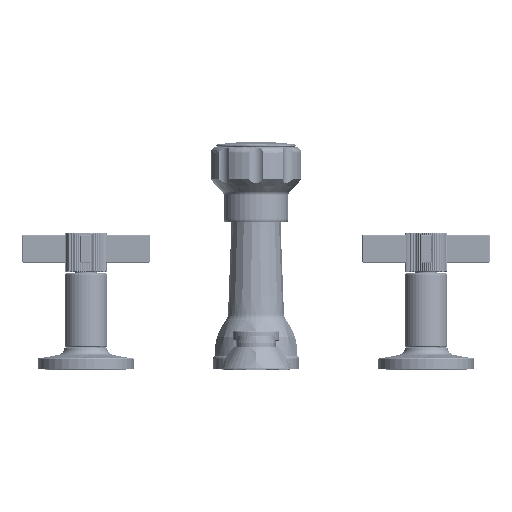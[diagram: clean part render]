
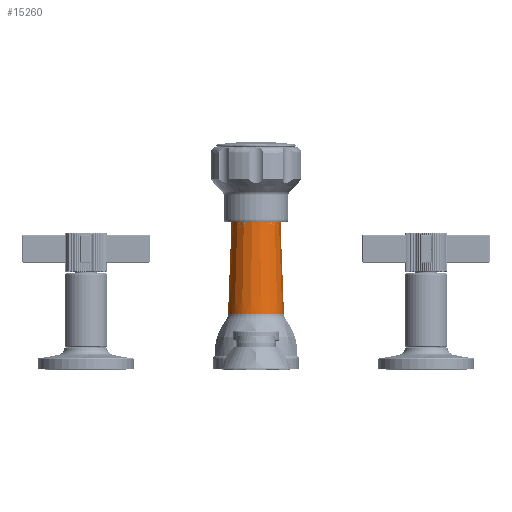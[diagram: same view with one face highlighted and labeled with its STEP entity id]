
A CAD part, top view. The second image highlights one B-rep face of the part: STEP entity #15260.
In plain terms, the highlighted conical face has half-angle 2.15 degrees and reference radius 15.518 mm.
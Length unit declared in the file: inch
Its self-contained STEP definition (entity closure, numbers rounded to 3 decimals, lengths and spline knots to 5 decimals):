
#12225=CARTESIAN_POINT('',(0.,1.30334,0.));
#12226=DIRECTION('',(0.,-1.,0.));
#12227=DIRECTION('',(1.,0.,0.));
#12228=AXIS2_PLACEMENT_3D('',#12225,#12226,#12227);
#12240=DIRECTION('',(-0.038,0.999,0.));
#12241=VECTOR('',#12240,2.44838);
#12242=CARTESIAN_POINT('',(0.65687,1.30334,
0.));
#12243=LINE('',#12242,#12241);
#12244=DIRECTION('',(0.038,0.999,0.));
#12245=VECTOR('',#12244,2.44838);
#12246=CARTESIAN_POINT('',(-0.65687,1.30334,
0.));
#12247=LINE('',#12246,#12245);
#12283=CARTESIAN_POINT('',(0.,3.75,0.));
#12284=DIRECTION('',(0.,-1.,0.));
#12285=DIRECTION('',(1.,0.,0.));
#12286=AXIS2_PLACEMENT_3D('',#12283,#12284,#12285);
#12498=CARTESIAN_POINT('',(0.565,3.75,0.));
#12499=CARTESIAN_POINT('',(-0.565,3.75,0.));
#12500=VERTEX_POINT('',#12498);
#12501=VERTEX_POINT('',#12499);
#12568=CARTESIAN_POINT('',(-0.65687,1.30334,0.));
#12569=CARTESIAN_POINT('',(0.65687,1.30334,0.));
#12570=VERTEX_POINT('',#12568);
#12571=VERTEX_POINT('',#12569);
#15246=CARTESIAN_POINT('',(0.,2.52667,0.));
#15247=DIRECTION('',(0.,-1.,0.));
#15248=DIRECTION('',(-1.,0.,0.));
#15249=AXIS2_PLACEMENT_3D('',#15246,#15247,#15248);
#15250=CONICAL_SURFACE('',#15249,0.61094,2.15);
#15251=ORIENTED_EDGE('',*,*,#15236,.T.);
#15253=ORIENTED_EDGE('',*,*,#15252,.T.);
#15255=ORIENTED_EDGE('',*,*,#15254,.F.);
#15257=ORIENTED_EDGE('',*,*,#15256,.F.);
#15258=EDGE_LOOP('',(#15251,#15253,#15255,#15257));
#15259=FACE_OUTER_BOUND('',#15258,.F.);
#15260=ADVANCED_FACE('',(#15259),#15250,.T.);
#12229=CIRCLE('',#12228,0.65687);
#12287=CIRCLE('',#12286,0.565);
#15236=EDGE_CURVE('',#12571,#12570,#12229,.T.);
#15252=EDGE_CURVE('',#12570,#12501,#12247,.T.);
#15254=EDGE_CURVE('',#12500,#12501,#12287,.T.);
#15256=EDGE_CURVE('',#12571,#12500,#12243,.T.);
